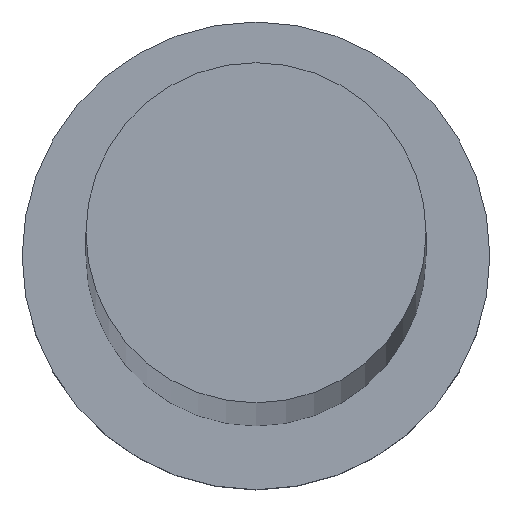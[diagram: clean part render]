
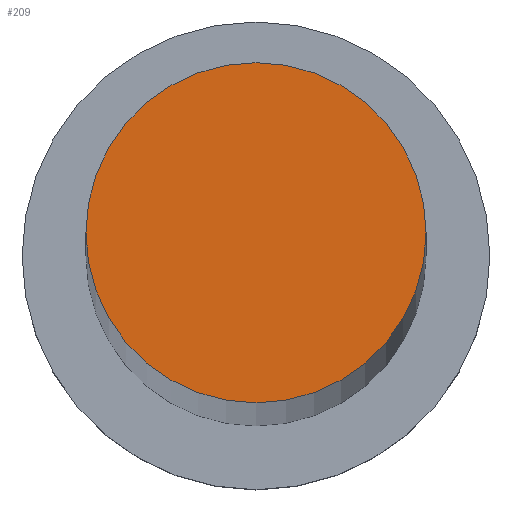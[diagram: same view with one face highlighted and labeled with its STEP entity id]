
A CAD part, top view. The second image highlights one B-rep face of the part: STEP entity #209.
In plain terms, the highlighted planar face has unit normal (0, 0, 1).
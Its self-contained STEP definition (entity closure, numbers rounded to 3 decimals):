
#20 = DIRECTION ( 'NONE',  ( 0., 0., 1. ) ) ;
#21 = DIRECTION ( 'NONE',  ( 1., 0., 0. ) ) ;
#33 = DIRECTION ( 'NONE',  ( 1., 0., 0. ) ) ;
#48 = CARTESIAN_POINT ( 'NONE',  ( 0., 0., 630. ) ) ;
#85 = VERTEX_POINT ( 'NONE', #150 ) ;
#86 = AXIS2_PLACEMENT_3D ( 'NONE', #120, #20, #33 ) ;
#100 = AXIS2_PLACEMENT_3D ( 'NONE', #210, #122, #21 ) ;
#108 = CIRCLE ( 'NONE', #86, 8. ) ;
#118 = CIRCLE ( 'NONE', #146, 8. ) ;
#120 = CARTESIAN_POINT ( 'NONE',  ( 0., 0., 630. ) ) ;
#122 = DIRECTION ( 'NONE',  ( 0., 0., 1. ) ) ;
#129 = ORIENTED_EDGE ( 'NONE', *, *, #131, .T. ) ;
#131 = EDGE_CURVE ( 'NONE', #238, #85, #118, .T. ) ;
#139 = CARTESIAN_POINT ( 'NONE',  ( -8., 0., 630. ) ) ;
#146 = AXIS2_PLACEMENT_3D ( 'NONE', #48, #188, #225 ) ;
#150 = CARTESIAN_POINT ( 'NONE',  ( 8., 0., 630. ) ) ;
#176 = FACE_OUTER_BOUND ( 'NONE', #212, .T. ) ;
#188 = DIRECTION ( 'NONE',  ( 0., 0., 1. ) ) ;
#199 = ORIENTED_EDGE ( 'NONE', *, *, #228, .T. ) ;
#209 = ADVANCED_FACE ( 'NONE', ( #176 ), #254, .T. ) ;
#210 = CARTESIAN_POINT ( 'NONE',  ( 0., 0., 630. ) ) ;
#212 = EDGE_LOOP ( 'NONE', ( #129, #199 ) ) ;
#225 = DIRECTION ( 'NONE',  ( 1., 0., 0. ) ) ;
#228 = EDGE_CURVE ( 'NONE', #85, #238, #108, .T. ) ;
#238 = VERTEX_POINT ( 'NONE', #139 ) ;
#254 = PLANE ( 'NONE',  #100 ) ;
